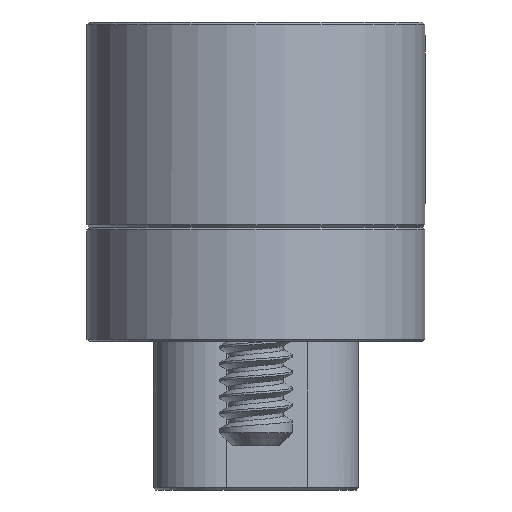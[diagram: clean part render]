
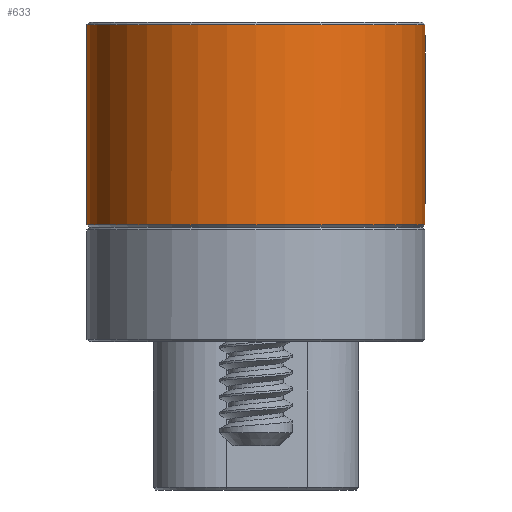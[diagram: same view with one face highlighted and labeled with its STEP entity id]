
A CAD part, left-side view. The second image highlights one B-rep face of the part: STEP entity #633.
In plain terms, the highlighted cylindrical face has radius 6.5 mm (diameter 13 mm), a partial arc.
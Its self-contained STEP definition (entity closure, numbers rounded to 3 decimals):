
#375 = VERTEX_POINT ( 'NONE', #13461 ) ;
#453 = CYLINDRICAL_SURFACE ( 'NONE', #5172, 6.5 ) ;
#633 = ADVANCED_FACE ( 'NONE', ( #1489 ), #453, .T. ) ;
#868 = LINE ( 'NONE', #6680, #1051 ) ;
#908 = ORIENTED_EDGE ( 'NONE', *, *, #7683, .T. ) ;
#1051 = VECTOR ( 'NONE', #9882, 1000. ) ;
#1489 = FACE_OUTER_BOUND ( 'NONE', #9718, .T. ) ;
#1586 = LINE ( 'NONE', #12881, #6937 ) ;
#1739 = DIRECTION ( 'NONE',  ( 0., 0., 1. ) ) ;
#2305 = CIRCLE ( 'NONE', #13212, 6.5 ) ;
#2421 = EDGE_CURVE ( 'NONE', #7285, #7086, #1586, .T. ) ;
#2599 = CARTESIAN_POINT ( 'NONE',  ( -9.1, 0., -7.8 ) ) ;
#2751 = DIRECTION ( 'NONE',  ( 1., 0., 0. ) ) ;
#3035 = AXIS2_PLACEMENT_3D ( 'NONE', #2599, #4987, #2751 ) ;
#3736 = DIRECTION ( 'NONE',  ( 0., 0., 1. ) ) ;
#4779 = ORIENTED_EDGE ( 'NONE', *, *, #2421, .T. ) ;
#4840 = ORIENTED_EDGE ( 'NONE', *, *, #5503, .F. ) ;
#4987 = DIRECTION ( 'NONE',  ( 0., 0., 1. ) ) ;
#5172 = AXIS2_PLACEMENT_3D ( 'NONE', #5977, #3736, #14129 ) ;
#5503 = EDGE_CURVE ( 'NONE', #375, #5829, #868, .T. ) ;
#5829 = VERTEX_POINT ( 'NONE', #11263 ) ;
#5977 = CARTESIAN_POINT ( 'NONE',  ( -9.1, 0., -7.9 ) ) ;
#6680 = CARTESIAN_POINT ( 'NONE',  ( -9.1, 6.5, -7.9 ) ) ;
#6932 = CARTESIAN_POINT ( 'NONE',  ( -9.1, -6.5, -0.1 ) ) ;
#6937 = VECTOR ( 'NONE', #1739, 1000. ) ;
#6989 = EDGE_CURVE ( 'NONE', #7086, #5829, #2305, .T. ) ;
#7086 = VERTEX_POINT ( 'NONE', #6932 ) ;
#7285 = VERTEX_POINT ( 'NONE', #13660 ) ;
#7683 = EDGE_CURVE ( 'NONE', #375, #7285, #9448, .T. ) ;
#8862 = ORIENTED_EDGE ( 'NONE', *, *, #6989, .T. ) ;
#9448 = CIRCLE ( 'NONE', #3035, 6.5 ) ;
#9718 = EDGE_LOOP ( 'NONE', ( #4840, #908, #4779, #8862 ) ) ;
#9882 = DIRECTION ( 'NONE',  ( 0., 0., 1. ) ) ;
#10408 = DIRECTION ( 'NONE',  ( 0., 0., -1. ) ) ;
#11263 = CARTESIAN_POINT ( 'NONE',  ( -9.1, 6.5, -0.1 ) ) ;
#12629 = CARTESIAN_POINT ( 'NONE',  ( -9.1, 0., -0.1 ) ) ;
#12881 = CARTESIAN_POINT ( 'NONE',  ( -9.1, -6.5, -7.9 ) ) ;
#13212 = AXIS2_PLACEMENT_3D ( 'NONE', #12629, #10408, #13531 ) ;
#13461 = CARTESIAN_POINT ( 'NONE',  ( -9.1, 6.5, -7.8 ) ) ;
#13531 = DIRECTION ( 'NONE',  ( 1., 0., 0. ) ) ;
#13660 = CARTESIAN_POINT ( 'NONE',  ( -9.1, -6.5, -7.8 ) ) ;
#14129 = DIRECTION ( 'NONE',  ( 1., 0., 0. ) ) ;
